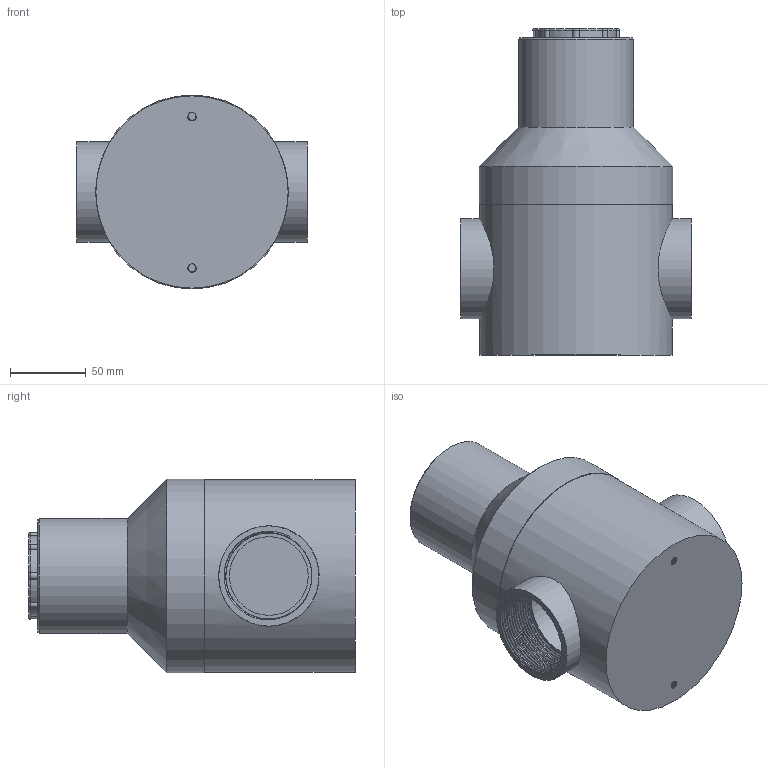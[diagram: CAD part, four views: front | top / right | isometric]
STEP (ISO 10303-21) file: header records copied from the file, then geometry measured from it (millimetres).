
FILE_DESCRIPTION (( 'STEP AP214' ), '1' );
FILE_NAME ('2-1101-3X.STEP', '2019-05-20T13:23:40', ( '' ), ( '' ), 'SwSTEP 2.0', 'SolidWorks 2019', '' );
FILE_SCHEMA (( 'AUTOMOTIVE_DESIGN' ));
Length unit declared in the file: millimetre
Products named in the file (10): 63mm Dust Cap; 2 threaded insert; 316 mc body 2; 2-1101-3X; PVC Bonnet all size_63mm PVC-304; PVC Bonnet all size
Assembly tree (5 placements, depth 2):
  2 threaded insert
  316 mc body 2
  2 threaded insert
  2-1101-3X
    316 mc body 2
    2 threaded insert  x2
    PVC Bonnet all size_63mm PVC-304
    63mm Dust Cap
  63mm Dust Cap
Bounding box: 152 x 215.5 x 128 mm (x, y, z)
Volume: 2000861.9 mm3; surface area: 178793.3 mm2
Topology: 5 solids, 5 shells, 126 faces, 299 edges, 193 vertices
Faces by surface type: cylinder 65, plane 26, bspline 16, torus 16, cone 3
Full cylindrical faces by diameter (mm): 5.2 x34, 41.5 x1, 43.8 x1, 52 x2, 66.2 x2, 66.35 x2, 76 x1, 100 x1, 127 x1, 128 x1
Entity records: 13554 total; most frequent: CARTESIAN_POINT 11622, DIRECTION 353, ORIENTED_EDGE 326, EDGE_CURVE 163, AXIS2_PLACEMENT_3D 162, EDGE_LOOP 117, VERTEX_POINT 112, FACE_OUTER_BOUND 100
